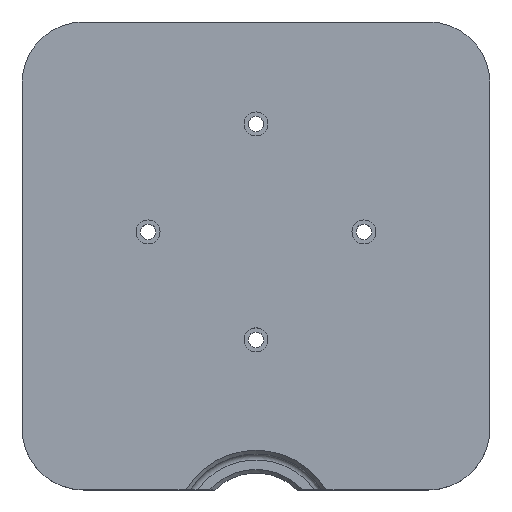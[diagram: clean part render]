
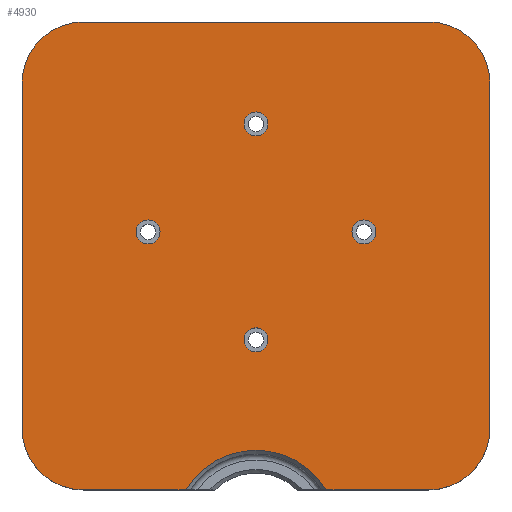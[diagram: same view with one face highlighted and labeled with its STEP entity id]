
A CAD part, top view. The second image highlights one B-rep face of the part: STEP entity #4930.
In plain terms, the highlighted planar face has unit normal (0, 0, 1).
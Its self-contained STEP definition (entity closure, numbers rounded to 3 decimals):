
#670=CARTESIAN_POINT('',(58.301,-195.,73.));
#748=CARTESIAN_POINT('',(-58.301,-195.,73.));
#774=DIRECTION('',(1.,0.,0.));
#775=VECTOR('',#774,85.699);
#776=CARTESIAN_POINT('',(-144.,-195.,73.));
#777=LINE('',#776,#775);
#778=CARTESIAN_POINT('',(-144.,-144.,73.));
#779=DIRECTION('',(0.,0.,1.));
#780=DIRECTION('',(-1.,0.,0.));
#781=AXIS2_PLACEMENT_3D('',#778,#779,#780);
#783=DIRECTION('',(0.,-1.,0.));
#784=VECTOR('',#783,288.);
#785=CARTESIAN_POINT('',(-195.,144.,73.));
#786=LINE('',#785,#784);
#787=CARTESIAN_POINT('',(-144.,144.,73.));
#788=DIRECTION('',(0.,0.,1.));
#789=DIRECTION('',(0.,1.,0.));
#790=AXIS2_PLACEMENT_3D('',#787,#788,#789);
#792=DIRECTION('',(-1.,0.,0.));
#793=VECTOR('',#792,288.);
#794=CARTESIAN_POINT('',(144.,195.,73.));
#795=LINE('',#794,#793);
#796=CARTESIAN_POINT('',(144.,144.,73.));
#797=DIRECTION('',(0.,0.,1.));
#798=DIRECTION('',(1.,0.,0.));
#799=AXIS2_PLACEMENT_3D('',#796,#797,#798);
#801=DIRECTION('',(0.,1.,0.));
#802=VECTOR('',#801,288.);
#803=CARTESIAN_POINT('',(195.,-144.,73.));
#804=LINE('',#803,#802);
#805=CARTESIAN_POINT('',(144.,-144.,73.));
#806=DIRECTION('',(0.,0.,1.));
#807=DIRECTION('',(0.,-1.,0.));
#808=AXIS2_PLACEMENT_3D('',#805,#806,#807);
#810=DIRECTION('',(1.,0.,0.));
#811=VECTOR('',#810,85.699);
#812=CARTESIAN_POINT('',(58.301,-195.,73.));
#813=LINE('',#812,#811);
#814=CARTESIAN_POINT('',(90.,20.,73.));
#815=DIRECTION('',(0.,0.,1.));
#816=DIRECTION('',(1.,0.,0.));
#817=AXIS2_PLACEMENT_3D('',#814,#815,#816);
#819=CARTESIAN_POINT('',(90.,20.,73.));
#820=DIRECTION('',(0.,0.,1.));
#821=DIRECTION('',(-1.,0.,0.));
#822=AXIS2_PLACEMENT_3D('',#819,#820,#821);
#824=CARTESIAN_POINT('',(0.,-70.,73.));
#825=DIRECTION('',(0.,0.,1.));
#826=DIRECTION('',(1.,0.,0.));
#827=AXIS2_PLACEMENT_3D('',#824,#825,#826);
#829=CARTESIAN_POINT('',(0.,-70.,73.));
#830=DIRECTION('',(0.,0.,1.));
#831=DIRECTION('',(-1.,0.,0.));
#832=AXIS2_PLACEMENT_3D('',#829,#830,#831);
#834=CARTESIAN_POINT('',(-90.,20.,73.));
#835=DIRECTION('',(0.,0.,1.));
#836=DIRECTION('',(1.,0.,0.));
#837=AXIS2_PLACEMENT_3D('',#834,#835,#836);
#839=CARTESIAN_POINT('',(-90.,20.,73.));
#840=DIRECTION('',(0.,0.,1.));
#841=DIRECTION('',(-1.,0.,0.));
#842=AXIS2_PLACEMENT_3D('',#839,#840,#841);
#844=CARTESIAN_POINT('',(0.,110.,73.));
#845=DIRECTION('',(0.,0.,1.));
#846=DIRECTION('',(1.,0.,0.));
#847=AXIS2_PLACEMENT_3D('',#844,#845,#846);
#849=CARTESIAN_POINT('',(0.,110.,73.));
#850=DIRECTION('',(0.,0.,1.));
#851=DIRECTION('',(-1.,0.,0.));
#852=AXIS2_PLACEMENT_3D('',#849,#850,#851);
#854=CARTESIAN_POINT('',(0.,-230.,73.));
#855=DIRECTION('',(0.,0.,-1.));
#856=DIRECTION('',(-0.857,0.515,0.));
#857=AXIS2_PLACEMENT_3D('',#854,#855,#856);
#2977=CARTESIAN_POINT('',(-195.,-144.,73.));
#2978=CARTESIAN_POINT('',(-144.,-195.,73.));
#2979=VERTEX_POINT('',#2977);
#2980=VERTEX_POINT('',#2978);
#2981=CARTESIAN_POINT('',(-144.,195.,73.));
#2982=CARTESIAN_POINT('',(-195.,144.,73.));
#2983=VERTEX_POINT('',#2981);
#2984=VERTEX_POINT('',#2982);
#2985=CARTESIAN_POINT('',(195.,144.,73.));
#2986=CARTESIAN_POINT('',(144.,195.,73.));
#2987=VERTEX_POINT('',#2985);
#2988=VERTEX_POINT('',#2986);
#2989=CARTESIAN_POINT('',(144.,-195.,73.));
#2990=CARTESIAN_POINT('',(195.,-144.,73.));
#2991=VERTEX_POINT('',#2989);
#2992=VERTEX_POINT('',#2990);
#3229=VERTEX_POINT('',#670);
#3232=VERTEX_POINT('',#748);
#3328=CARTESIAN_POINT('',(100.,20.,73.));
#3329=CARTESIAN_POINT('',(80.,20.,73.));
#3330=VERTEX_POINT('',#3328);
#3331=VERTEX_POINT('',#3329);
#3332=CARTESIAN_POINT('',(10.,-70.,73.));
#3333=CARTESIAN_POINT('',(-10.,-70.,73.));
#3334=VERTEX_POINT('',#3332);
#3335=VERTEX_POINT('',#3333);
#3336=CARTESIAN_POINT('',(-80.,20.,73.));
#3337=CARTESIAN_POINT('',(-100.,20.,73.));
#3338=VERTEX_POINT('',#3336);
#3339=VERTEX_POINT('',#3337);
#3340=CARTESIAN_POINT('',(10.,110.,73.));
#3341=CARTESIAN_POINT('',(-10.,110.,73.));
#3342=VERTEX_POINT('',#3340);
#3343=VERTEX_POINT('',#3341);
#4888=CARTESIAN_POINT('',(0.,0.,73.));
#4889=DIRECTION('',(0.,0.,1.));
#4890=DIRECTION('',(1.,0.,0.));
#4891=AXIS2_PLACEMENT_3D('',#4888,#4889,#4890);
#4892=PLANE('',#4891);
#4894=ORIENTED_EDGE('',*,*,#4893,.F.);
#4895=ORIENTED_EDGE('',*,*,#4843,.F.);
#4896=ORIENTED_EDGE('',*,*,#4882,.F.);
#4897=ORIENTED_EDGE('',*,*,#4672,.F.);
#4898=ORIENTED_EDGE('',*,*,#4693,.F.);
#4899=ORIENTED_EDGE('',*,*,#4707,.F.);
#4900=ORIENTED_EDGE('',*,*,#4721,.F.);
#4901=ORIENTED_EDGE('',*,*,#4735,.F.);
#4902=ORIENTED_EDGE('',*,*,#4755,.F.);
#4903=ORIENTED_EDGE('',*,*,#4774,.F.);
#4904=EDGE_LOOP('',(#4894,#4895,#4896,#4897,#4898,#4899,#4900,#4901,#4902,
#4903));
#4905=FACE_OUTER_BOUND('',#4904,.F.);
#4907=ORIENTED_EDGE('',*,*,#4906,.T.);
#4909=ORIENTED_EDGE('',*,*,#4908,.T.);
#4910=EDGE_LOOP('',(#4907,#4909));
#4911=FACE_BOUND('',#4910,.F.);
#4913=ORIENTED_EDGE('',*,*,#4912,.T.);
#4915=ORIENTED_EDGE('',*,*,#4914,.T.);
#4916=EDGE_LOOP('',(#4913,#4915));
#4917=FACE_BOUND('',#4916,.F.);
#4919=ORIENTED_EDGE('',*,*,#4918,.T.);
#4921=ORIENTED_EDGE('',*,*,#4920,.T.);
#4922=EDGE_LOOP('',(#4919,#4921));
#4923=FACE_BOUND('',#4922,.F.);
#4925=ORIENTED_EDGE('',*,*,#4924,.T.);
#4927=ORIENTED_EDGE('',*,*,#4926,.T.);
#4928=EDGE_LOOP('',(#4925,#4927));
#4929=FACE_BOUND('',#4928,.F.);
#4930=ADVANCED_FACE('',(#4905,#4911,#4917,#4923,#4929),#4892,.T.);
#782=CIRCLE('',#781,51.);
#791=CIRCLE('',#790,51.);
#800=CIRCLE('',#799,51.);
#809=CIRCLE('',#808,51.);
#818=CIRCLE('',#817,10.);
#823=CIRCLE('',#822,10.);
#828=CIRCLE('',#827,10.);
#833=CIRCLE('',#832,10.);
#838=CIRCLE('',#837,10.);
#843=CIRCLE('',#842,10.);
#848=CIRCLE('',#847,10.);
#853=CIRCLE('',#852,10.);
#858=CIRCLE('',#857,68.);
#4672=EDGE_CURVE('',#2984,#2979,#786,.T.);
#4693=EDGE_CURVE('',#2983,#2984,#791,.T.);
#4707=EDGE_CURVE('',#2988,#2983,#795,.T.);
#4721=EDGE_CURVE('',#2987,#2988,#800,.T.);
#4735=EDGE_CURVE('',#2992,#2987,#804,.T.);
#4755=EDGE_CURVE('',#2991,#2992,#809,.T.);
#4774=EDGE_CURVE('',#3229,#2991,#813,.T.);
#4843=EDGE_CURVE('',#2980,#3232,#777,.T.);
#4882=EDGE_CURVE('',#2979,#2980,#782,.T.);
#4893=EDGE_CURVE('',#3232,#3229,#858,.T.);
#4906=EDGE_CURVE('',#3330,#3331,#818,.T.);
#4908=EDGE_CURVE('',#3331,#3330,#823,.T.);
#4912=EDGE_CURVE('',#3334,#3335,#828,.T.);
#4914=EDGE_CURVE('',#3335,#3334,#833,.T.);
#4918=EDGE_CURVE('',#3338,#3339,#838,.T.);
#4920=EDGE_CURVE('',#3339,#3338,#843,.T.);
#4924=EDGE_CURVE('',#3342,#3343,#848,.T.);
#4926=EDGE_CURVE('',#3343,#3342,#853,.T.);
